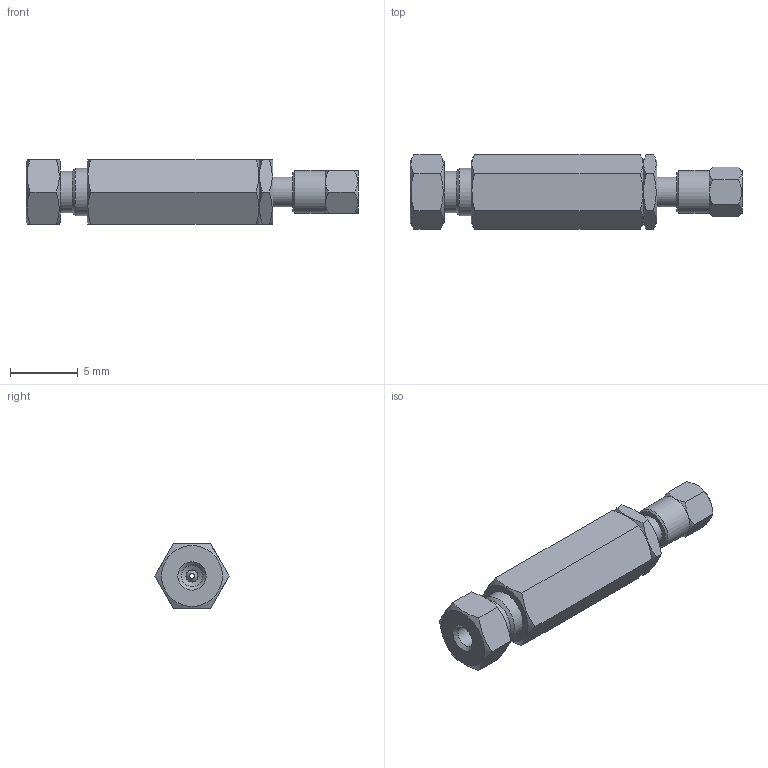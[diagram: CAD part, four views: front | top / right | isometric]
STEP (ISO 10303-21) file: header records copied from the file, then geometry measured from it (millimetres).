
FILE_DESCRIPTION((''),'2;1');
FILE_NAME('506309-C360RU.5S62 Reducing union.stp','2013-08-23T10:25:10',('Franzp'),(''),'Autodesk Inventor 2013','Autodesk Inventor 2013','');
FILE_SCHEMA(('AUTOMOTIVE_DESIGN { 1 0 10303 214 1 1 1 1 }'));
Length unit declared in the file: millimetre
Products named in the file (1): 506309_Shrinkwrap_1
Bounding box: 24.59 x 5.5 x 4.76 mm (x, y, z)
Surface area: 507.2 mm2 (no closed solid volume)
Topology: 0 solids, 4 shells, 55 faces, 132 edges, 83 vertices
Faces by surface type: plane 30, cone 19, cylinder 6
Full cylindrical faces by diameter (mm): 1.016 x1, 1.575 x1, 2.184 x1, 3.073 x1, 3.175 x1, 3.505 x1
Entity records: 1486 total; most frequent: CARTESIAN_POINT 352, ORIENTED_EDGE 210, DIRECTION 198, EDGE_CURVE 109, AXIS2_PLACEMENT_3D 87, EDGE_LOOP 80, VERTEX_POINT 79, FACE_OUTER_BOUND 55
